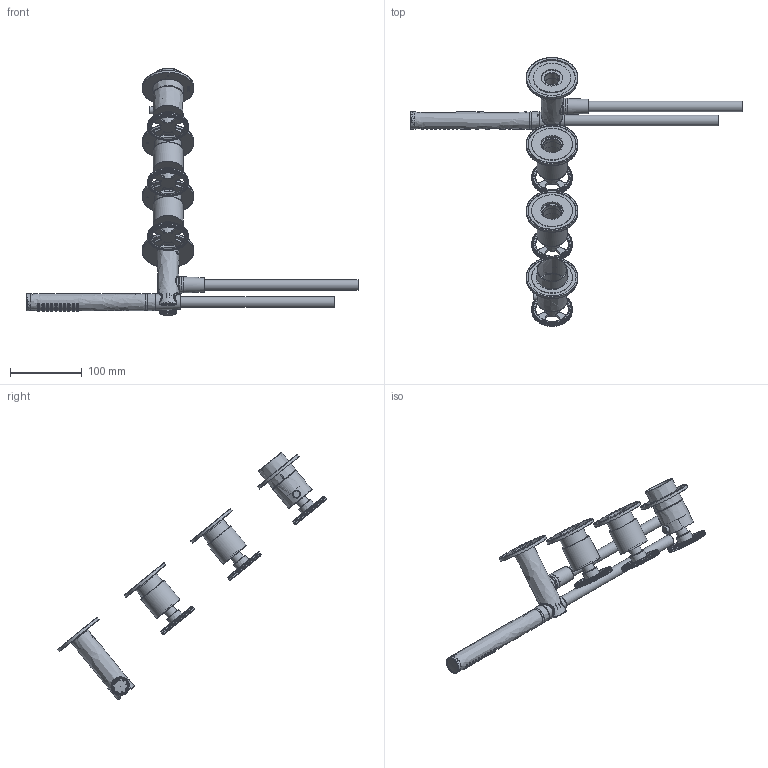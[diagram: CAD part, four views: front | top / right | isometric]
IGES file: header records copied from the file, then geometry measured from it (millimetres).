
Start section: C
Global section: file name: CW7171-00.igs; native system: By Siemens PLM Incorporated; preprocessor: XPlus GENERIC/IGES 26.1.183; author: Author; organization: Title; date: 20250326.180411; units: millimetre
Bounding box: 463.6 x 375.88 x 345.79 mm (x, y, z)
Volume: 293864.9 mm3; surface area: 201797.2 mm2
Topology: 30 solids, 30 shells, 6360 faces, 15449 edges, 9239 vertices
Faces by surface type: bspline 6360
